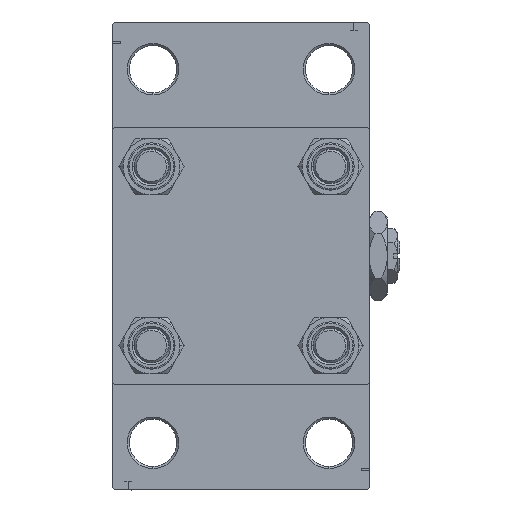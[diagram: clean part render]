
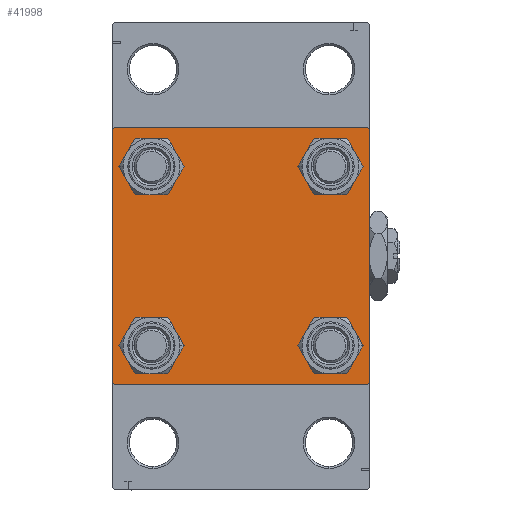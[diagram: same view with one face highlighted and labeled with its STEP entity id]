
A CAD part, left-side view. The second image highlights one B-rep face of the part: STEP entity #41998.
In plain terms, the highlighted planar face has unit normal (-1, 0, 0).
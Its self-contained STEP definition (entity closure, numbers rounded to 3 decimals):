
#231 = VECTOR ( 'NONE', #5383, 1000. ) ;
#327 = CARTESIAN_POINT ( 'NONE',  ( 0., 20.85, 16.35 ) ) ;
#690 = EDGE_CURVE ( 'NONE', #9416, #16820, #26243, .T. ) ;
#910 = EDGE_LOOP ( 'NONE', ( #31830, #18987 ) ) ;
#1578 = DIRECTION ( 'NONE',  ( 0., 0., 1. ) ) ;
#1969 = CARTESIAN_POINT ( 'NONE',  ( 0., 20.85, 20.85 ) ) ;
#1989 = VERTEX_POINT ( 'NONE', #327 ) ;
#2135 = CARTESIAN_POINT ( 'NONE',  ( 0., -30., -29.5 ) ) ;
#2732 = CIRCLE ( 'NONE', #33195, 4.5 ) ;
#3483 = DIRECTION ( 'NONE',  ( 0., 0., 1. ) ) ;
#3490 = EDGE_LOOP ( 'NONE', ( #31754, #32090 ) ) ;
#3577 = AXIS2_PLACEMENT_3D ( 'NONE', #31310, #27958, #3483 ) ;
#4728 = CARTESIAN_POINT ( 'NONE',  ( 0., -29.5, -30. ) ) ;
#4971 = VECTOR ( 'NONE', #18587, 1000. ) ;
#5368 = CARTESIAN_POINT ( 'NONE',  ( 0., -20.85, -25.35 ) ) ;
#5383 = DIRECTION ( 'NONE',  ( 0., 0.707, 0.707 ) ) ;
#5442 = CARTESIAN_POINT ( 'NONE',  ( 0., 0., 0. ) ) ;
#5829 = DIRECTION ( 'NONE',  ( 0., 0., 1. ) ) ;
#5943 = FACE_BOUND ( 'NONE', #14145, .T. ) ;
#6491 = ORIENTED_EDGE ( 'NONE', *, *, #16114, .F. ) ;
#6523 = DIRECTION ( 'NONE',  ( 0., 0., -1. ) ) ;
#6681 = CARTESIAN_POINT ( 'NONE',  ( 0., -20.85, 20.85 ) ) ;
#6916 = DIRECTION ( 'NONE',  ( 0., -0.707, 0.707 ) ) ;
#8282 = CARTESIAN_POINT ( 'NONE',  ( 0., -29.5, 30. ) ) ;
#8393 = VERTEX_POINT ( 'NONE', #50974 ) ;
#8415 = CARTESIAN_POINT ( 'NONE',  ( 0., 20.85, -16.35 ) ) ;
#8454 = AXIS2_PLACEMENT_3D ( 'NONE', #5442, #21698, #1578 ) ;
#8522 = CIRCLE ( 'NONE', #3577, 4.5 ) ;
#8892 = EDGE_CURVE ( 'NONE', #15762, #27295, #33866, .T. ) ;
#8925 = ORIENTED_EDGE ( 'NONE', *, *, #12486, .T. ) ;
#8948 = DIRECTION ( 'NONE',  ( 0., -1., 0. ) ) ;
#8999 = CARTESIAN_POINT ( 'NONE',  ( 0., 30., -29.5 ) ) ;
#9416 = VERTEX_POINT ( 'NONE', #46285 ) ;
#9649 = LINE ( 'NONE', #38206, #48208 ) ;
#9708 = CARTESIAN_POINT ( 'NONE',  ( 0., 20.85, -20.85 ) ) ;
#9850 = EDGE_LOOP ( 'NONE', ( #16015, #18922, #17081, #35135, #12468, #31689, #6491, #16904 ) ) ;
#11454 = DIRECTION ( 'NONE',  ( 1., 0., 0. ) ) ;
#11673 = AXIS2_PLACEMENT_3D ( 'NONE', #14744, #41779, #29425 ) ;
#12468 = ORIENTED_EDGE ( 'NONE', *, *, #36949, .F. ) ;
#12486 = EDGE_CURVE ( 'NONE', #19684, #1989, #46384, .T. ) ;
#12694 = CARTESIAN_POINT ( 'NONE',  ( 0., -30., 30. ) ) ;
#12841 = AXIS2_PLACEMENT_3D ( 'NONE', #46710, #39476, #34848 ) ;
#13946 = FACE_BOUND ( 'NONE', #24050, .T. ) ;
#14145 = EDGE_LOOP ( 'NONE', ( #30815, #46482 ) ) ;
#14716 = CARTESIAN_POINT ( 'NONE',  ( 0., 29.75, 29.75 ) ) ;
#14744 = CARTESIAN_POINT ( 'NONE',  ( 0., -20.85, -20.85 ) ) ;
#15137 = CARTESIAN_POINT ( 'NONE',  ( 0., -20.85, 16.35 ) ) ;
#15667 = AXIS2_PLACEMENT_3D ( 'NONE', #19744, #39296, #47027 ) ;
#15762 = VERTEX_POINT ( 'NONE', #44543 ) ;
#16015 = ORIENTED_EDGE ( 'NONE', *, *, #21305, .T. ) ;
#16114 = EDGE_CURVE ( 'NONE', #8393, #50470, #16440, .T. ) ;
#16440 = LINE ( 'NONE', #44241, #20913 ) ;
#16820 = VERTEX_POINT ( 'NONE', #15137 ) ;
#16904 = ORIENTED_EDGE ( 'NONE', *, *, #35038, .T. ) ;
#16961 = CARTESIAN_POINT ( 'NONE',  ( 0., 30., 29.5 ) ) ;
#17011 = CARTESIAN_POINT ( 'NONE',  ( 0., -29.75, 29.75 ) ) ;
#17081 = ORIENTED_EDGE ( 'NONE', *, *, #18445, .T. ) ;
#17639 = CARTESIAN_POINT ( 'NONE',  ( 0., 29.5, -30. ) ) ;
#17720 = DIRECTION ( 'NONE',  ( 1., 0., 0. ) ) ;
#17837 = FACE_OUTER_BOUND ( 'NONE', #9850, .T. ) ;
#18445 = EDGE_CURVE ( 'NONE', #18487, #40810, #24845, .T. ) ;
#18487 = VERTEX_POINT ( 'NONE', #17639 ) ;
#18537 = CARTESIAN_POINT ( 'NONE',  ( 0., 20.85, -25.35 ) ) ;
#18587 = DIRECTION ( 'NONE',  ( 0., 0.707, -0.707 ) ) ;
#18922 = ORIENTED_EDGE ( 'NONE', *, *, #20132, .T. ) ;
#18987 = ORIENTED_EDGE ( 'NONE', *, *, #43469, .T. ) ;
#19315 = CIRCLE ( 'NONE', #49748, 4.5 ) ;
#19684 = VERTEX_POINT ( 'NONE', #32247 ) ;
#19744 = CARTESIAN_POINT ( 'NONE',  ( 0., -20.85, 20.85 ) ) ;
#19865 = VECTOR ( 'NONE', #32253, 1000. ) ;
#20132 = EDGE_CURVE ( 'NONE', #34374, #18487, #22072, .T. ) ;
#20913 = VECTOR ( 'NONE', #8948, 1000. ) ;
#21305 = EDGE_CURVE ( 'NONE', #30186, #34374, #9649, .T. ) ;
#21397 = EDGE_CURVE ( 'NONE', #22102, #50210, #30918, .T. ) ;
#21698 = DIRECTION ( 'NONE',  ( -1., 0., 0. ) ) ;
#22072 = LINE ( 'NONE', #37752, #44050 ) ;
#22092 = EDGE_CURVE ( 'NONE', #40810, #32219, #23161, .T. ) ;
#22102 = VERTEX_POINT ( 'NONE', #18537 ) ;
#22166 = DIRECTION ( 'NONE',  ( 1., 0., 0. ) ) ;
#22195 = LINE ( 'NONE', #14716, #4971 ) ;
#23161 = LINE ( 'NONE', #26748, #39149 ) ;
#24050 = EDGE_LOOP ( 'NONE', ( #8925, #37661 ) ) ;
#24845 = LINE ( 'NONE', #40553, #47245 ) ;
#25298 = PLANE ( 'NONE',  #8454 ) ;
#26243 = CIRCLE ( 'NONE', #15667, 4.5 ) ;
#26748 = CARTESIAN_POINT ( 'NONE',  ( 0., -29.75, -29.75 ) ) ;
#27295 = VERTEX_POINT ( 'NONE', #5368 ) ;
#27958 = DIRECTION ( 'NONE',  ( 1., 0., 0. ) ) ;
#29425 = DIRECTION ( 'NONE',  ( 0., 0., 1. ) ) ;
#29506 = VERTEX_POINT ( 'NONE', #33005 ) ;
#30186 = VERTEX_POINT ( 'NONE', #16961 ) ;
#30689 = CIRCLE ( 'NONE', #34803, 4.5 ) ;
#30815 = ORIENTED_EDGE ( 'NONE', *, *, #39887, .T. ) ;
#30918 = CIRCLE ( 'NONE', #12841, 4.5 ) ;
#31310 = CARTESIAN_POINT ( 'NONE',  ( 0., -20.85, -20.85 ) ) ;
#31689 = ORIENTED_EDGE ( 'NONE', *, *, #42282, .T. ) ;
#31754 = ORIENTED_EDGE ( 'NONE', *, *, #690, .T. ) ;
#31830 = ORIENTED_EDGE ( 'NONE', *, *, #8892, .T. ) ;
#32090 = ORIENTED_EDGE ( 'NONE', *, *, #45552, .T. ) ;
#32219 = VERTEX_POINT ( 'NONE', #2135 ) ;
#32247 = CARTESIAN_POINT ( 'NONE',  ( 0., 20.85, 25.35 ) ) ;
#32253 = DIRECTION ( 'NONE',  ( 0., 0., -1. ) ) ;
#33005 = CARTESIAN_POINT ( 'NONE',  ( 0., -30., 29.5 ) ) ;
#33195 = AXIS2_PLACEMENT_3D ( 'NONE', #9708, #41131, #5829 ) ;
#33478 = DIRECTION ( 'NONE',  ( 0., 0., 1. ) ) ;
#33866 = CIRCLE ( 'NONE', #11673, 4.5 ) ;
#33876 = DIRECTION ( 'NONE',  ( 0., -0.707, -0.707 ) ) ;
#34374 = VERTEX_POINT ( 'NONE', #8999 ) ;
#34803 = AXIS2_PLACEMENT_3D ( 'NONE', #1969, #17720, #49125 ) ;
#34848 = DIRECTION ( 'NONE',  ( 0., 0., 1. ) ) ;
#35038 = EDGE_CURVE ( 'NONE', #8393, #30186, #22195, .T. ) ;
#35135 = ORIENTED_EDGE ( 'NONE', *, *, #22092, .T. ) ;
#35606 = LINE ( 'NONE', #12694, #19865 ) ;
#35899 = CARTESIAN_POINT ( 'NONE',  ( 0., 20.85, 20.85 ) ) ;
#36932 = DIRECTION ( 'NONE',  ( 0., -1., 0. ) ) ;
#36949 = EDGE_CURVE ( 'NONE', #29506, #32219, #35606, .T. ) ;
#37661 = ORIENTED_EDGE ( 'NONE', *, *, #39889, .T. ) ;
#37752 = CARTESIAN_POINT ( 'NONE',  ( 0., 29.75, -29.75 ) ) ;
#38206 = CARTESIAN_POINT ( 'NONE',  ( 0., 30., 30. ) ) ;
#39149 = VECTOR ( 'NONE', #6916, 1000. ) ;
#39265 = DIRECTION ( 'NONE',  ( 0., 0., 1. ) ) ;
#39296 = DIRECTION ( 'NONE',  ( 1., 0., 0. ) ) ;
#39476 = DIRECTION ( 'NONE',  ( 1., 0., 0. ) ) ;
#39887 = EDGE_CURVE ( 'NONE', #50210, #22102, #2732, .T. ) ;
#39889 = EDGE_CURVE ( 'NONE', #1989, #19684, #30689, .T. ) ;
#40553 = CARTESIAN_POINT ( 'NONE',  ( 0., 30., -30. ) ) ;
#40810 = VERTEX_POINT ( 'NONE', #4728 ) ;
#41131 = DIRECTION ( 'NONE',  ( 1., 0., 0. ) ) ;
#41187 = LINE ( 'NONE', #17011, #231 ) ;
#41779 = DIRECTION ( 'NONE',  ( 1., 0., 0. ) ) ;
#41998 = ADVANCED_FACE ( 'NONE', ( #48988, #45116, #5943, #13946, #17837 ), #25298, .T. ) ;
#42282 = EDGE_CURVE ( 'NONE', #29506, #50470, #41187, .T. ) ;
#43469 = EDGE_CURVE ( 'NONE', #27295, #15762, #8522, .T. ) ;
#44050 = VECTOR ( 'NONE', #33876, 1000. ) ;
#44241 = CARTESIAN_POINT ( 'NONE',  ( 0., 30., 30. ) ) ;
#44543 = CARTESIAN_POINT ( 'NONE',  ( 0., -20.85, -16.35 ) ) ;
#45116 = FACE_BOUND ( 'NONE', #910, .T. ) ;
#45552 = EDGE_CURVE ( 'NONE', #16820, #9416, #19315, .T. ) ;
#46285 = CARTESIAN_POINT ( 'NONE',  ( 0., -20.85, 25.35 ) ) ;
#46384 = CIRCLE ( 'NONE', #48874, 4.5 ) ;
#46482 = ORIENTED_EDGE ( 'NONE', *, *, #21397, .T. ) ;
#46710 = CARTESIAN_POINT ( 'NONE',  ( 0., 20.85, -20.85 ) ) ;
#47027 = DIRECTION ( 'NONE',  ( 0., 0., 1. ) ) ;
#47245 = VECTOR ( 'NONE', #36932, 1000. ) ;
#48208 = VECTOR ( 'NONE', #6523, 1000. ) ;
#48874 = AXIS2_PLACEMENT_3D ( 'NONE', #35899, #11454, #39265 ) ;
#48988 = FACE_BOUND ( 'NONE', #3490, .T. ) ;
#49125 = DIRECTION ( 'NONE',  ( 0., 0., 1. ) ) ;
#49748 = AXIS2_PLACEMENT_3D ( 'NONE', #6681, #22166, #33478 ) ;
#50210 = VERTEX_POINT ( 'NONE', #8415 ) ;
#50470 = VERTEX_POINT ( 'NONE', #8282 ) ;
#50974 = CARTESIAN_POINT ( 'NONE',  ( 0., 29.5, 30. ) ) ;
